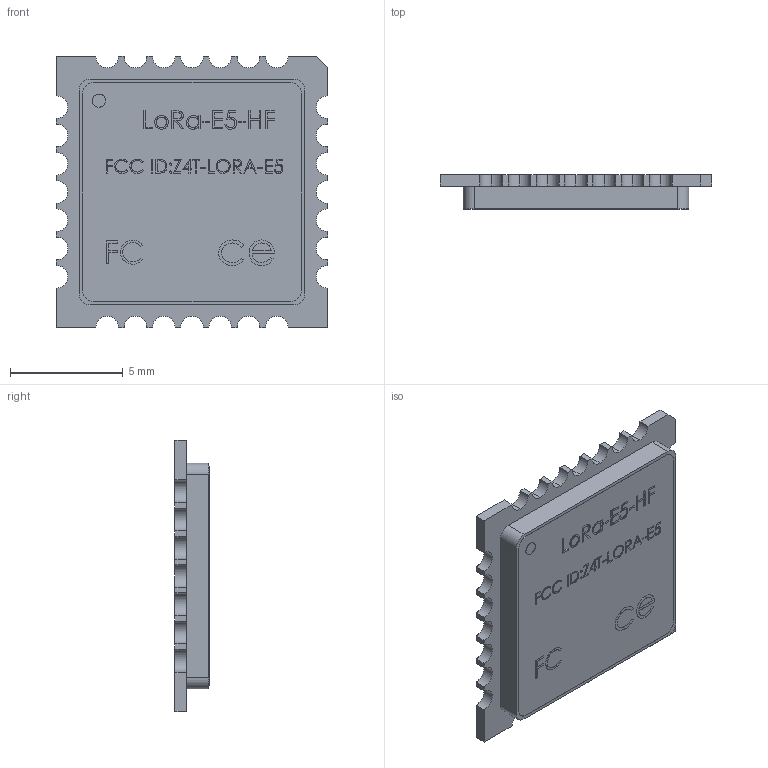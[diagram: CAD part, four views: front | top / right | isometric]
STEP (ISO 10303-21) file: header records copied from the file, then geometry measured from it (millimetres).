
FILE_DESCRIPTION (( 'STEP AP214' ), '1' );
FILE_NAME ('lorae5.STEP', '2021-11-04T12:01:45', ( '' ), ( '' ), 'SwSTEP 2.0', 'SolidWorks 2020', '' );
FILE_SCHEMA (( 'AUTOMOTIVE_DESIGN' ));
Length unit declared in the file: millimetre
Products named in the file (1): lorae5
Bounding box: 12 x 1.53 x 12 mm (x, y, z)
Volume: 167.4 mm3; surface area: 339.4 mm2
Topology: 1 solids, 1 shells, 553 faces, 1465 edges, 958 vertices
Faces by surface type: plane 393, bspline 117, cylinder 43
Entity records: 24566 total; most frequent: CARTESIAN_POINT 10286, ORIENTED_EDGE 2930, DIRECTION 2191, EDGE_CURVE 1465, LINE 1145, VECTOR 1145, VERTEX_POINT 958, EDGE_LOOP 597
